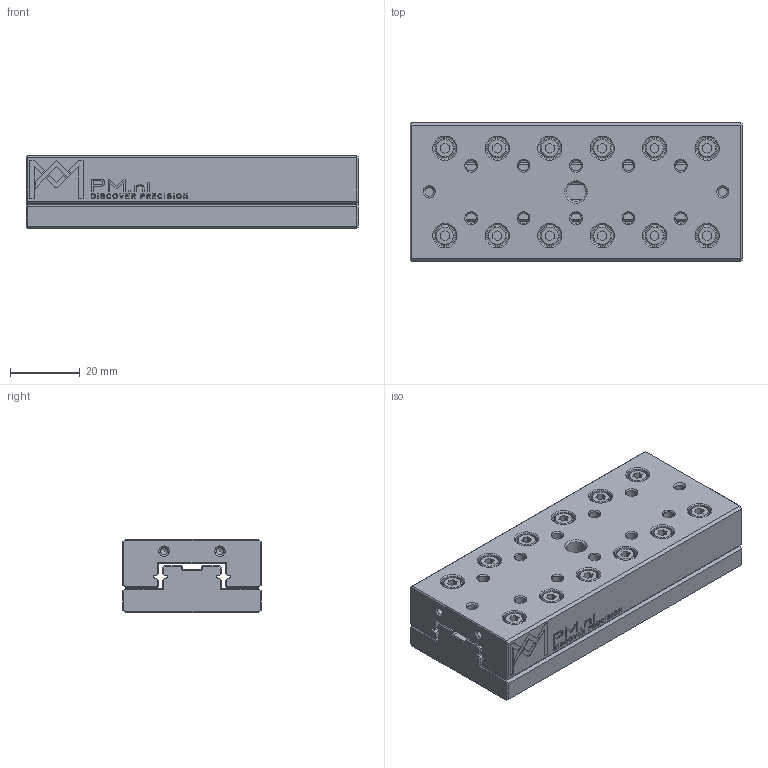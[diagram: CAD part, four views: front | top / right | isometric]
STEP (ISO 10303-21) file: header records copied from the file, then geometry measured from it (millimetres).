
FILE_DESCRIPTION(/* description */ (''),/* implementation_level */ '2;1');
FILE_NAME(/* name */ 'RT-2090_stp.stp',/* time_stamp */ '2024-10-04T14:20:26+02:00',/* author */ (''),/* organization */ (''),/* preprocessor_version */ 'ST-DEVELOPER v16.7',/* originating_system */ 'SIEMENS PLM Software NX 12.0',/* authorisation */ '');
FILE_SCHEMA (('AUTOMOTIVE_DESIGN { 1 0 10303 214 3 1 1 1 }'));
Length unit declared in the file: millimetre
Products named in the file (1): RT-2090_stp
Bounding box: 95 x 39.6 x 21 mm (x, y, z)
Volume: 72493.6 mm3; surface area: 27577.2 mm2
Topology: 2 solids, 2 shells, 1164 faces, 2875 edges, 1867 vertices
Faces by surface type: plane 802, bspline 180, cone 95, cylinder 87
Full cylindrical faces by diameter (mm): 2 x4, 2.5 x8, 3 x10, 3.8 x6, 5.5 x25, 6.3 x28
Entity records: 37861 total; most frequent: CARTESIAN_POINT 8135, ORIENTED_EDGE 5342, DIRECTION 4544, EDGE_CURVE 2671, LINE 2040, VECTOR 2040, VERTEX_POINT 1839, EDGE_LOOP 1522
